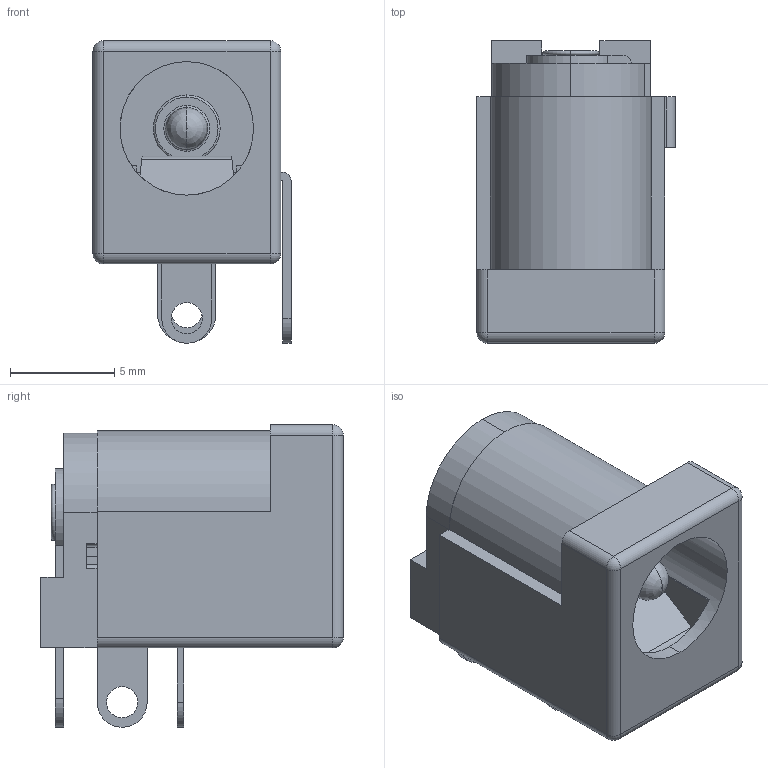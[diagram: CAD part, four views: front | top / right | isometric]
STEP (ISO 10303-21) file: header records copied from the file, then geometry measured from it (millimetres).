
FILE_DESCRIPTION(('FreeCAD Model'),'2;1');
FILE_NAME('Open CASCADE Shape Model','2025-04-10T22:46:37',('Author'),( ''),'Open CASCADE STEP processor 7.7','FreeCAD','Unknown');
FILE_SCHEMA(('AUTOMOTIVE_DESIGN { 1 0 10303 214 1 1 1 1 }'));
Length unit declared in the file: millimetre
Products named in the file (7): 694106301002006; 694106301002; 694106301002001; 694106301002002; 694106301002003; 694106301002004; 694106301002005
Assembly tree (6 placements, depth 2):
  694106301002006
    694106301002
    694106301002001
    694106301002002
    694106301002003
    694106301002004
    694106301002005
Bounding box: 9.5 x 14.5 x 14.5 mm (x, y, z)
Volume: 733.1 mm3; surface area: 1737.6 mm2
Topology: 6 solids, 6 shells, 213 faces, 559 edges, 360 vertices
Faces by surface type: plane 120, cylinder 65, torus 18, revolution 6, sphere 4
Entity records: 6758 total; most frequent: CARTESIAN_POINT 1227, DIRECTION 1139, ORIENTED_EDGE 1110, EDGE_CURVE 555, AXIS2_PLACEMENT_3D 380, LINE 373, VECTOR 373, VERTEX_POINT 360
